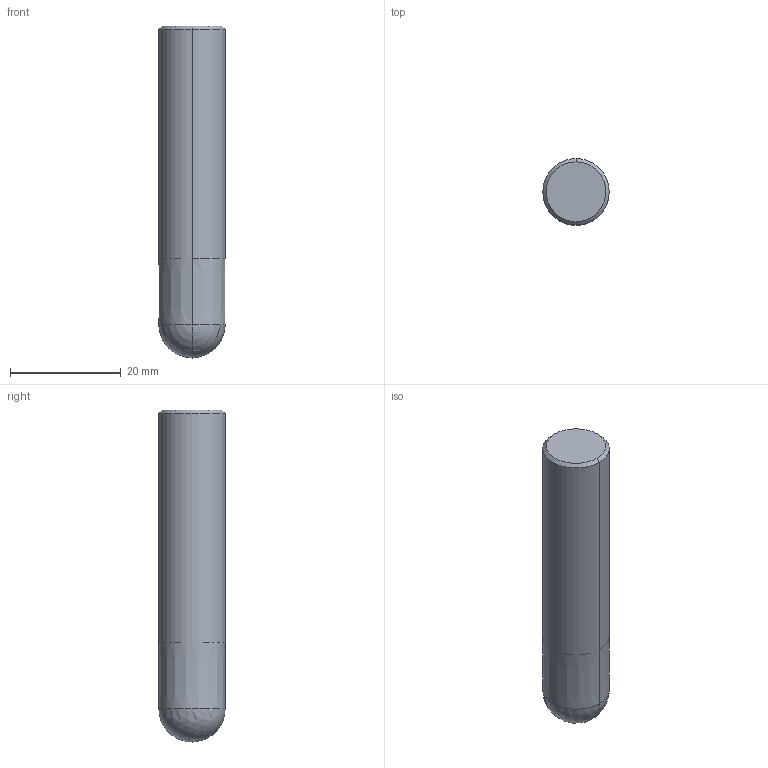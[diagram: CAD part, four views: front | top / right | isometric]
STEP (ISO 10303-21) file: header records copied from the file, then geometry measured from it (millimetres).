
FILE_DESCRIPTION(('no description'),'unknown implementation level');
FILE_NAME('HFB4120-1800S-Huellk.stp',' ',('CIMSOURCE GmbH'),('CADClick - KiM GmbH - www.kimweb.de'),'unknown preprocess','ACIS','unknown authorization');
FILE_SCHEMA(('automotive_design'));
Length unit declared in the file: millimetre
Products named in the file (1): 1
Bounding box: 12 x 12 x 60 mm (x, y, z)
Volume: 6553.1 mm3; surface area: 2361.3 mm2
Topology: 1 solids, 1 shells, 10 faces, 21 edges, 10 vertices
Faces by surface type: cone 4, sphere 2, cylinder 2, plane 2
Entity records: 497 total; most frequent: DIRECTION 58, CARTESIAN_POINT 42, STYLED_ITEM 38, PRESENTATION_STYLE_ASSIGNMENT 38, COLOUR_RGB 38, ORIENTED_EDGE 34, AXIS2_PLACEMENT_3D 26, EDGE_CURVE 17
